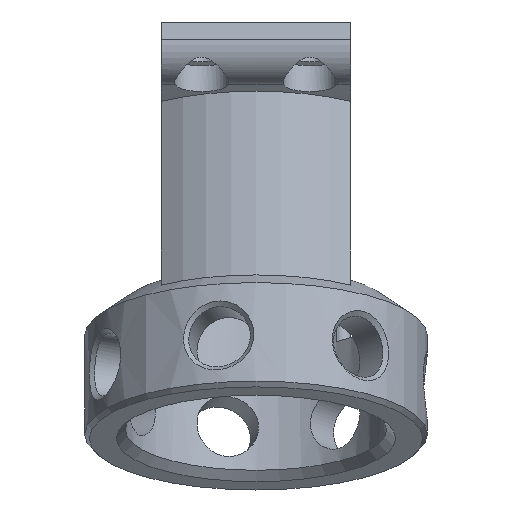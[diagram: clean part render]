
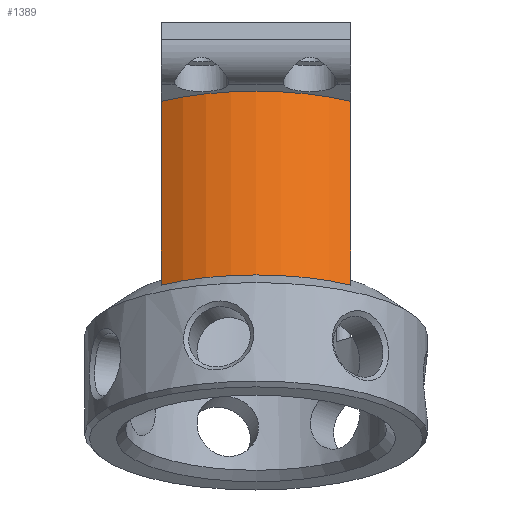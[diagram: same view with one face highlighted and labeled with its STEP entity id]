
A CAD part, front view. The second image highlights one B-rep face of the part: STEP entity #1389.
In plain terms, the highlighted cylindrical face has radius 16.9 mm (diameter 33.8 mm), a partial arc.
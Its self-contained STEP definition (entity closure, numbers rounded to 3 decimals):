
#120=CYLINDRICAL_SURFACE('',#1503,16.9);
#229=FACE_OUTER_BOUND('',#311,.T.);
#311=EDGE_LOOP('',(#1252,#1253,#1254,#1255));
#394=LINE('',#3859,#483);
#399=LINE('',#3869,#488);
#483=VECTOR('',#1702,10.);
#488=VECTOR('',#1711,10.);
#537=CIRCLE('',#1485,16.9);
#545=CIRCLE('',#1504,16.9);
#661=VERTEX_POINT('',#3854);
#662=VERTEX_POINT('',#3858);
#664=VERTEX_POINT('',#3866);
#665=VERTEX_POINT('',#3868);
#838=EDGE_CURVE('',#662,#661,#394,.T.);
#843=EDGE_CURVE('',#664,#665,#399,.T.);
#868=EDGE_CURVE('',#665,#661,#537,.F.);
#888=EDGE_CURVE('',#662,#664,#545,.T.);
#1252=ORIENTED_EDGE('',*,*,#888,.F.);
#1253=ORIENTED_EDGE('',*,*,#838,.T.);
#1254=ORIENTED_EDGE('',*,*,#868,.F.);
#1255=ORIENTED_EDGE('',*,*,#843,.F.);
#1389=ADVANCED_FACE('',(#229),#120,.T.);
#1485=AXIS2_PLACEMENT_3D('',#3995,#1739,#1740);
#1503=AXIS2_PLACEMENT_3D('',#4041,#1783,#1784);
#1504=AXIS2_PLACEMENT_3D('',#4042,#1785,#1786);
#1702=DIRECTION('',(0.,-0.309,-0.951));
#1711=DIRECTION('',(0.,-0.309,-0.951));
#1739=DIRECTION('center_axis',(0.,0.309,0.951));
#1740=DIRECTION('ref_axis',(-1.,0.,0.));
#1783=DIRECTION('center_axis',(0.,-0.309,-0.951));
#1784=DIRECTION('ref_axis',(-1.,0.,0.));
#1785=DIRECTION('center_axis',(0.,0.309,
0.951));
#1786=DIRECTION('ref_axis',(-1.,0.,0.));
#3854=CARTESIAN_POINT('',(-10.5,-123.106,-175.639));
#3858=CARTESIAN_POINT('',(-10.5,-116.486,-155.262));
#3859=CARTESIAN_POINT('',(-10.5,-116.486,-155.262));
#3866=CARTESIAN_POINT('',(10.5,-116.486,-155.262));
#3868=CARTESIAN_POINT('',(10.5,-123.106,-175.639));
#3869=CARTESIAN_POINT('',(10.5,-116.486,-155.262));
#3995=CARTESIAN_POINT('Origin',(0.,-110.512,
-179.731));
#4041=CARTESIAN_POINT('Origin',(0.,-103.891,
-159.355));
#4042=CARTESIAN_POINT('Origin',(0.,-103.891,
-159.355));
